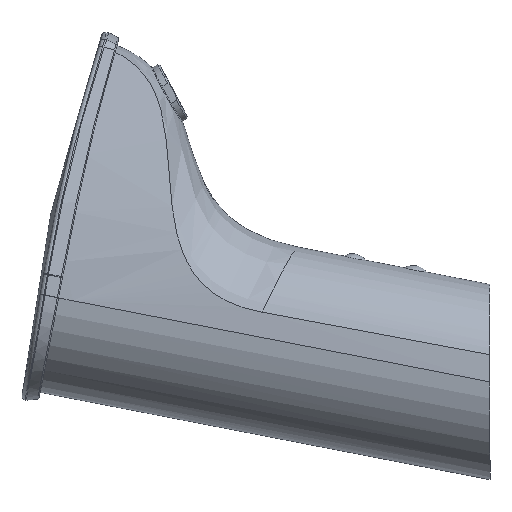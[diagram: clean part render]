
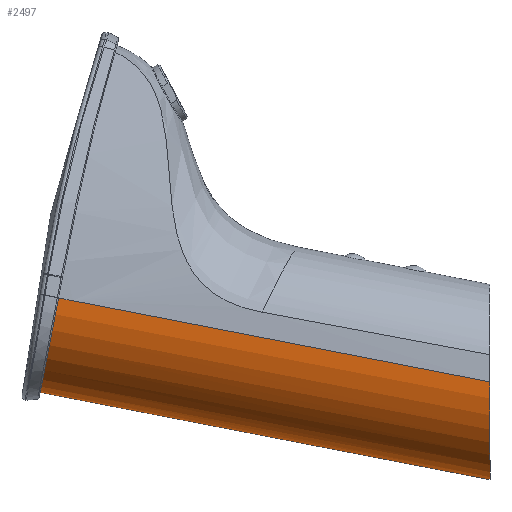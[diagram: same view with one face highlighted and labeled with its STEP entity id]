
A CAD part, left-side view. The second image highlights one B-rep face of the part: STEP entity #2497.
In plain terms, the highlighted cylindrical face has radius 28 mm (diameter 56 mm), a partial arc.
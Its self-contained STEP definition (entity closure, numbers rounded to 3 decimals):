
#499 = CARTESIAN_POINT ( 'NONE',  ( -28., 121.303, 23.851 ) ) ;
#1290 = VERTEX_POINT ( 'NONE', #2539 ) ;
#1748 = CARTESIAN_POINT ( 'NONE',  ( 28., 121.303, 23.851 ) ) ;
#2044 = CARTESIAN_POINT ( 'NONE',  ( 28., 121.303, 23.851 ) ) ;
#2317 = VERTEX_POINT ( 'NONE', #2362 ) ;
#2337 = CARTESIAN_POINT ( 'NONE',  ( 28., 122.942, 24.17 ) ) ;
#2362 = CARTESIAN_POINT ( 'NONE',  ( 28., 0.08, 0.288 ) ) ;
#2497 = ADVANCED_FACE ( 'NONE', ( #14952 ), #14801, .T. ) ;
#2539 = CARTESIAN_POINT ( 'NONE',  ( -28., 0.08, 0.288 ) ) ;
#3079 = DIRECTION ( 'NONE',  ( 0., 0.982, 0.191 ) ) ;
#3138 = CARTESIAN_POINT ( 'NONE',  ( -28., 0.08, -56.76 ) ) ;
#3784 = DIRECTION ( 'NONE',  ( 0., -0.191, 0.982 ) ) ;
#4126 = EDGE_CURVE ( 'NONE', #12330, #1290, #6252, .T. ) ;
#4456 = CARTESIAN_POINT ( 'NONE',  ( 28., 0.08, 0.288 ) ) ;
#4489 = B_SPLINE_CURVE_WITH_KNOTS ( 'NONE', 3,
 ( #2044, #2337, #4861, #13566 ),
 .UNSPECIFIED., .F., .F.,
 ( 4, 4 ),
 ( 0.774, 0.814 ),
 .UNSPECIFIED. ) ;
#4861 = CARTESIAN_POINT ( 'NONE',  ( 28., 124.58, 24.488 ) ) ;
#4907 = CARTESIAN_POINT ( 'NONE',  ( 0., 126.219, 24.807 ) ) ;
#5045 = CARTESIAN_POINT ( 'NONE',  ( 0., 121.303, 23.851 ) ) ;
#5257 = CARTESIAN_POINT ( 'NONE',  ( -28., 126.219, 24.807 ) ) ;
#5412 = VERTEX_POINT ( 'NONE', #6487 ) ;
#5881 = ORIENTED_EDGE ( 'NONE', *, *, #6109, .T. ) ;
#6109 = EDGE_CURVE ( 'NONE', #11741, #5412, #13864, .T. ) ;
#6124 = CARTESIAN_POINT ( 'NONE',  ( -28., 80.896, 15.997 ) ) ;
#6144 = DIRECTION ( 'NONE',  ( 0., 0.191, -0.982 ) ) ;
#6252 = B_SPLINE_CURVE_WITH_KNOTS ( 'NONE', 3,
 ( #14784, #6124, #16006, #8675 ),
 .UNSPECIFIED., .F., .F.,
 ( 4, 4 ),
 ( 0., 0.988 ),
 .UNSPECIFIED. ) ;
#6487 = CARTESIAN_POINT ( 'NONE',  ( 28., 126.219, 24.807 ) ) ;
#8123 = EDGE_CURVE ( 'NONE', #12330, #11741, #12959, .T. ) ;
#8675 = CARTESIAN_POINT ( 'NONE',  ( -28., 0.08, 0.288 ) ) ;
#8822 = VECTOR ( 'NONE', #13043, 1000. ) ;
#8836 = LINE ( 'NONE', #1748, #8822 ) ;
#9385 = VERTEX_POINT ( 'NONE', #10678 ) ;
#10537 = EDGE_CURVE ( 'NONE', #9385, #5412, #4489, .T. ) ;
#10678 = CARTESIAN_POINT ( 'NONE',  ( 28., 121.303, 23.851 ) ) ;
#10733 = AXIS2_PLACEMENT_3D ( 'NONE', #5045, #14943, #3784 ) ;
#11076 = EDGE_CURVE ( 'NONE', #1290, #2317, #13667, .T. ) ;
#11741 = VERTEX_POINT ( 'NONE', #5257 ) ;
#11917 = CARTESIAN_POINT ( 'NONE',  ( -28., 0.08, 0.288 ) ) ;
#11970 = CARTESIAN_POINT ( 'NONE',  ( 28., 0.08, -56.76 ) ) ;
#12113 = ORIENTED_EDGE ( 'NONE', *, *, #10537, .F. ) ;
#12126 = ORIENTED_EDGE ( 'NONE', *, *, #8123, .T. ) ;
#12276 = ORIENTED_EDGE ( 'NONE', *, *, #14898, .T. ) ;
#12307 = EDGE_LOOP ( 'NONE', ( #12126, #5881, #12113, #12276, #12321, #12473 ) ) ;
#12321 = ORIENTED_EDGE ( 'NONE', *, *, #11076, .F. ) ;
#12330 = VERTEX_POINT ( 'NONE', #14804 ) ;
#12473 = ORIENTED_EDGE ( 'NONE', *, *, #4126, .F. ) ;
#12604 = AXIS2_PLACEMENT_3D ( 'NONE', #4907, #13607, #6144 ) ;
#12768 = VECTOR ( 'NONE', #3079, 1000. ) ;
#12959 = LINE ( 'NONE', #499, #12768 ) ;
#13043 = DIRECTION ( 'NONE',  ( 0., -0.982, -0.191 ) ) ;
#13566 = CARTESIAN_POINT ( 'NONE',  ( 28., 126.219, 24.807 ) ) ;
#13607 = DIRECTION ( 'NONE',  ( 0., -0.982, -0.191 ) ) ;
#13667 =( BOUNDED_CURVE ( )  B_SPLINE_CURVE ( 3, ( #11917, #3138, #11970, #4456 ),
 .UNSPECIFIED., .F., .F. ) 
 B_SPLINE_CURVE_WITH_KNOTS ( ( 4, 4 ),
 ( 4.712, 7.854 ),
 .UNSPECIFIED. ) 
 CURVE ( )  GEOMETRIC_REPRESENTATION_ITEM ( )  RATIONAL_B_SPLINE_CURVE ( ( 1., 0.333, 0.333, 1. ) ) 
 REPRESENTATION_ITEM ( '' )  );
#13864 = CIRCLE ( 'NONE', #12604, 28. ) ;
#14784 = CARTESIAN_POINT ( 'NONE',  ( -28., 121.303, 23.851 ) ) ;
#14801 = CYLINDRICAL_SURFACE ( 'NONE', #10733, 28. ) ;
#14804 = CARTESIAN_POINT ( 'NONE',  ( -28., 121.303, 23.851 ) ) ;
#14898 = EDGE_CURVE ( 'NONE', #9385, #2317, #8836, .T. ) ;
#14943 = DIRECTION ( 'NONE',  ( 0., -0.982, -0.191 ) ) ;
#14952 = FACE_OUTER_BOUND ( 'NONE', #12307, .T. ) ;
#16006 = CARTESIAN_POINT ( 'NONE',  ( -28., 40.488, 8.142 ) ) ;
